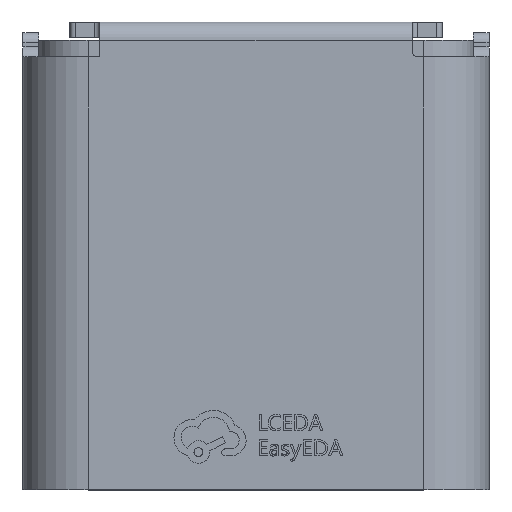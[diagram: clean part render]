
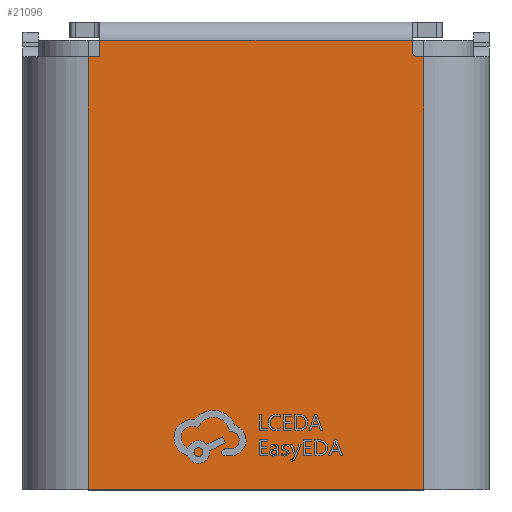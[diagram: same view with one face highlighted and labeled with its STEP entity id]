
A CAD part, top view. The second image highlights one B-rep face of the part: STEP entity #21096.
In plain terms, the highlighted planar face has unit normal (0, 0, 1).
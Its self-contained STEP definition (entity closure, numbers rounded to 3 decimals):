
#23 = DIRECTION ( 'NONE',  ( -1., 0., 0. ) ) ;
#787 = EDGE_CURVE ( 'NONE', #12223, #14831, #16562, .T. ) ;
#985 = EDGE_CURVE ( 'NONE', #1454, #19766, #20136, .T. ) ;
#1454 = VERTEX_POINT ( 'NONE', #2268 ) ;
#1845 = CARTESIAN_POINT ( 'NONE',  ( 3.22, 4.15, 1.58 ) ) ;
#2090 = ORIENTED_EDGE ( 'NONE', *, *, #20998, .F. ) ;
#2268 = CARTESIAN_POINT ( 'NONE',  ( 3., 4.47, 1.58 ) ) ;
#3146 = ORIENTED_EDGE ( 'NONE', *, *, #13965, .T. ) ;
#3330 = DIRECTION ( 'NONE',  ( 0., -1., 0. ) ) ;
#3686 = VECTOR ( 'NONE', #20036, 1000. ) ;
#4519 = LINE ( 'NONE', #6870, #12282 ) ;
#4564 = EDGE_CURVE ( 'NONE', #23280, #19760, #17862, .T. ) ;
#4883 = VECTOR ( 'NONE', #20295, 1000. ) ;
#5107 = LINE ( 'NONE', #15581, #12496 ) ;
#5169 = FACE_OUTER_BOUND ( 'NONE', #17704, .T. ) ;
#5433 = CARTESIAN_POINT ( 'NONE',  ( -3.22, 4.15, 1.58 ) ) ;
#6029 = CARTESIAN_POINT ( 'NONE',  ( 3.22, 4.15, 1.58 ) ) ;
#6870 = CARTESIAN_POINT ( 'NONE',  ( -3.22, 4.15, 1.58 ) ) ;
#6895 = ORIENTED_EDGE ( 'NONE', *, *, #787, .T. ) ;
#7909 = LINE ( 'NONE', #14061, #3686 ) ;
#7956 = CARTESIAN_POINT ( 'NONE',  ( -3.22, 4.15, 1.58 ) ) ;
#8291 = ORIENTED_EDGE ( 'NONE', *, *, #24659, .F. ) ;
#8325 = CARTESIAN_POINT ( 'NONE',  ( -3.22, -4.15, 1.58 ) ) ;
#8631 = CIRCLE ( 'NONE', #13207, 0.1 ) ;
#8734 = VECTOR ( 'NONE', #19814, 1000. ) ;
#9416 = CARTESIAN_POINT ( 'NONE',  ( 3.1, 4.25, 1.58 ) ) ;
#10404 = VERTEX_POINT ( 'NONE', #8325 ) ;
#10485 = CARTESIAN_POINT ( 'NONE',  ( -3., 4.47, 1.58 ) ) ;
#10839 = DIRECTION ( 'NONE',  ( 0., 1., 0. ) ) ;
#11212 = DIRECTION ( 'NONE',  ( 0., 0., 1. ) ) ;
#11867 = CARTESIAN_POINT ( 'NONE',  ( -3.22, 4.15, 1.58 ) ) ;
#12223 = VERTEX_POINT ( 'NONE', #24027 ) ;
#12282 = VECTOR ( 'NONE', #16952, 1000. ) ;
#12496 = VECTOR ( 'NONE', #21444, 1000. ) ;
#13207 = AXIS2_PLACEMENT_3D ( 'NONE', #9416, #25360, #21774 ) ;
#13393 = VECTOR ( 'NONE', #23, 1000. ) ;
#13892 = CARTESIAN_POINT ( 'NONE',  ( 3., 4.25, 1.58 ) ) ;
#13965 = EDGE_CURVE ( 'NONE', #19760, #20481, #8631, .T. ) ;
#14039 = CARTESIAN_POINT ( 'NONE',  ( 3., 4.47, 1.58 ) ) ;
#14061 = CARTESIAN_POINT ( 'NONE',  ( 3., 4.15, 1.58 ) ) ;
#14351 = ORIENTED_EDGE ( 'NONE', *, *, #23047, .T. ) ;
#14501 = CARTESIAN_POINT ( 'NONE',  ( 3.1, 4.15, 1.58 ) ) ;
#14551 = ORIENTED_EDGE ( 'NONE', *, *, #985, .T. ) ;
#14730 = VERTEX_POINT ( 'NONE', #22369 ) ;
#14831 = VERTEX_POINT ( 'NONE', #11867 ) ;
#14904 = AXIS2_PLACEMENT_3D ( 'NONE', #5433, #11212, #3330 ) ;
#15581 = CARTESIAN_POINT ( 'NONE',  ( -3.22, -4.15, 1.58 ) ) ;
#16464 = LINE ( 'NONE', #24430, #22400 ) ;
#16562 = LINE ( 'NONE', #18600, #4883 ) ;
#16952 = DIRECTION ( 'NONE',  ( 0., -1., 0. ) ) ;
#17704 = EDGE_LOOP ( 'NONE', ( #18834, #3146, #14351, #14551, #2090, #6895, #25586, #8291, #23027 ) ) ;
#17862 = LINE ( 'NONE', #7956, #8734 ) ;
#18600 = CARTESIAN_POINT ( 'NONE',  ( -3.22, 4.15, 1.58 ) ) ;
#18834 = ORIENTED_EDGE ( 'NONE', *, *, #4564, .T. ) ;
#19228 = EDGE_CURVE ( 'NONE', #14831, #10404, #4519, .T. ) ;
#19742 = LINE ( 'NONE', #1845, #20816 ) ;
#19760 = VERTEX_POINT ( 'NONE', #14501 ) ;
#19766 = VERTEX_POINT ( 'NONE', #10485 ) ;
#19814 = DIRECTION ( 'NONE',  ( -1., 0., 0. ) ) ;
#20036 = DIRECTION ( 'NONE',  ( 0., 1., 0. ) ) ;
#20136 = LINE ( 'NONE', #14039, #13393 ) ;
#20295 = DIRECTION ( 'NONE',  ( -1., 0., 0. ) ) ;
#20481 = VERTEX_POINT ( 'NONE', #13892 ) ;
#20816 = VECTOR ( 'NONE', #25822, 1000. ) ;
#20998 = EDGE_CURVE ( 'NONE', #12223, #19766, #16464, .T. ) ;
#21096 = ADVANCED_FACE ( 'NONE', ( #5169 ), #25465, .T. ) ;
#21444 = DIRECTION ( 'NONE',  ( -1., 0., 0. ) ) ;
#21774 = DIRECTION ( 'NONE',  ( 0., -1., 0. ) ) ;
#22369 = CARTESIAN_POINT ( 'NONE',  ( 3.22, -4.15, 1.58 ) ) ;
#22400 = VECTOR ( 'NONE', #10839, 1000. ) ;
#23027 = ORIENTED_EDGE ( 'NONE', *, *, #23385, .F. ) ;
#23047 = EDGE_CURVE ( 'NONE', #20481, #1454, #7909, .T. ) ;
#23280 = VERTEX_POINT ( 'NONE', #6029 ) ;
#23385 = EDGE_CURVE ( 'NONE', #23280, #14730, #19742, .T. ) ;
#24027 = CARTESIAN_POINT ( 'NONE',  ( -3., 4.15, 1.58 ) ) ;
#24430 = CARTESIAN_POINT ( 'NONE',  ( -3., 4.15, 1.58 ) ) ;
#24659 = EDGE_CURVE ( 'NONE', #14730, #10404, #5107, .T. ) ;
#25360 = DIRECTION ( 'NONE',  ( 0., 0., -1. ) ) ;
#25465 = PLANE ( 'NONE',  #14904 ) ;
#25586 = ORIENTED_EDGE ( 'NONE', *, *, #19228, .T. ) ;
#25822 = DIRECTION ( 'NONE',  ( 0., -1., 0. ) ) ;
